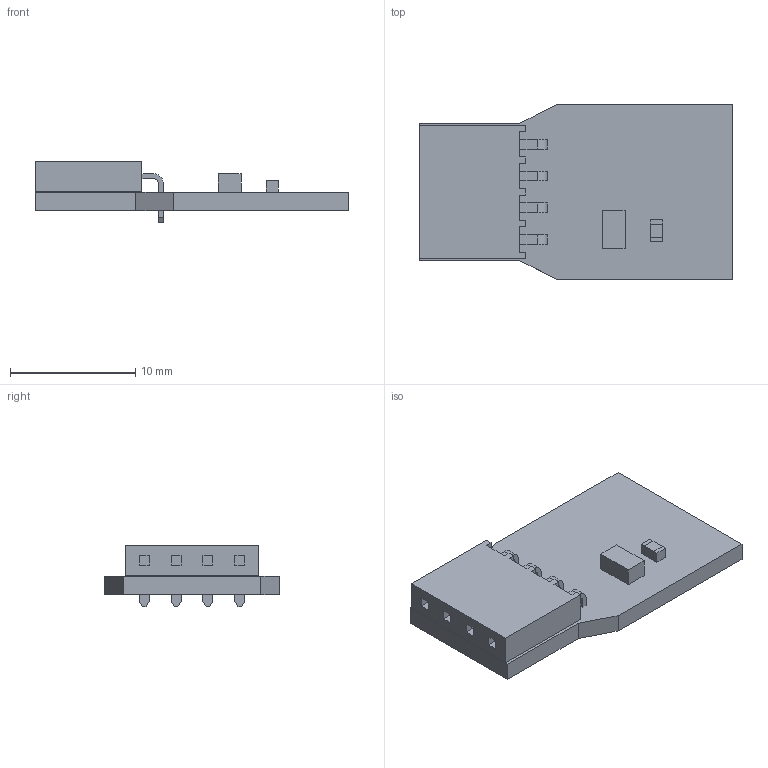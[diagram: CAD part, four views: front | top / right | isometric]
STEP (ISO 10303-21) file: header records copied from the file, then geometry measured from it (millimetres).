
FILE_DESCRIPTION(('Open CASCADE Model'),'2;1');
FILE_NAME('Open CASCADE Shape Model','2024-11-28T14:14:49',('Author'),( 'Open CASCADE'),'Open CASCADE STEP processor 6.8','Open CASCADE 6.8' ,'Unknown');
FILE_SCHEMA(('AUTOMOTIVE_DESIGN { 1 0 10303 214 1 1 1 1 }'));
Length unit declared in the file: millimetre
Products named in the file (15): PCB; Board; Open CASCADE STEP translator 6.8 7.1.1; U1; -1638970368; Extruded; J1; SSW-104-02-G-S-RA; _SSW-104-02-G-S-RA_terminal; _SSW-104-02-G-S-RA_pin; C1; -1638969288; -1638968888
Assembly tree (15 placements, depth 4):
  PCB
    Board
      Open CASCADE STEP translator 6.8 7.1.1
    U1
      -1638970368
        Extruded
    J1
      SSW-104-02-G-S-RA
        _SSW-104-02-G-S-RA_terminal
        _SSW-104-02-G-S-RA_pin
    C1
      -1638969288  x2
        Extruded
      -1638968888
        Extruded
Bounding box: 25.03 x 14 x 4.94 mm (x, y, z)
Volume: 687 mm3; surface area: 1242.9 mm2
Topology: 7 solids, 7 shells, 122 faces, 312 edges, 208 vertices
Faces by surface type: plane 114, cylinder 8
Entity records: 4420 total; most frequent: CARTESIAN_POINT 632, ORIENTED_EDGE 600, DIRECTION 580, EDGE_CURVE 300, LINE 284, VECTOR 284, VERTEX_POINT 200, AXIS2_PLACEMENT_3D 148
